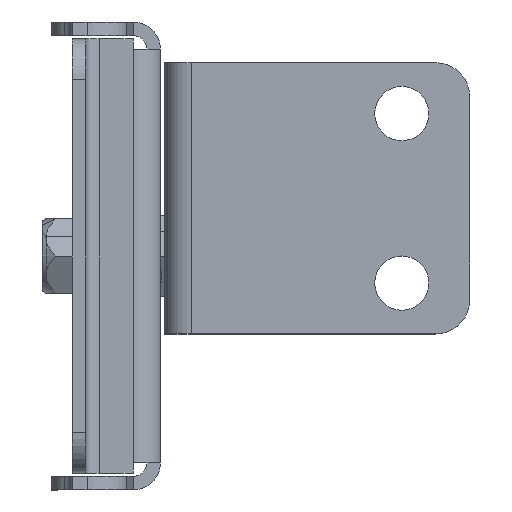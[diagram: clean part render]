
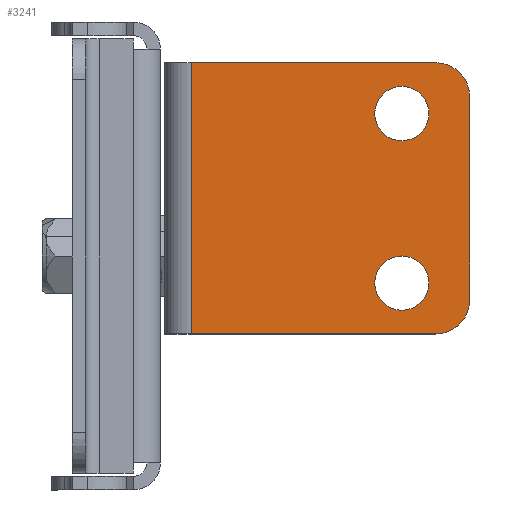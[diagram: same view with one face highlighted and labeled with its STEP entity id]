
A CAD part, left-side view. The second image highlights one B-rep face of the part: STEP entity #3241.
In plain terms, the highlighted face is planar.
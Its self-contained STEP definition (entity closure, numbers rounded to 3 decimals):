
#240 = ORIENTED_EDGE ( 'NONE', *, *, #11203, .T. ) ;
#381 = DIRECTION ( 'NONE',  ( 0., 1., 0. ) ) ;
#590 = DIRECTION ( 'NONE',  ( 0., 0., -1. ) ) ;
#838 = ORIENTED_EDGE ( 'NONE', *, *, #11756, .F. ) ;
#877 = AXIS2_PLACEMENT_3D ( 'NONE', #1985, #7662, #4787 ) ;
#1057 = DIRECTION ( 'NONE',  ( 1., 0., 0. ) ) ;
#1188 = CARTESIAN_POINT ( 'NONE',  ( -12.5, -31., -33. ) ) ;
#1198 = CIRCLE ( 'NONE', #2999, 4. ) ;
#1339 = CARTESIAN_POINT ( 'NONE',  ( 0., 0., -33. ) ) ;
#1397 = EDGE_CURVE ( 'NONE', #4394, #4932, #1700, .T. ) ;
#1600 = CARTESIAN_POINT ( 'NONE',  ( -20., -4., -33. ) ) ;
#1700 = LINE ( 'NONE', #6427, #7530 ) ;
#1708 = EDGE_CURVE ( 'NONE', #8018, #4932, #5100, .T. ) ;
#1954 = VECTOR ( 'NONE', #9772, 1000. ) ;
#1985 = CARTESIAN_POINT ( 'NONE',  ( -12.5, -35., -33. ) ) ;
#1990 = CARTESIAN_POINT ( 'NONE',  ( 0., -4., -33. ) ) ;
#2241 = AXIS2_PLACEMENT_3D ( 'NONE', #6679, #10857, #9744 ) ;
#2465 = DIRECTION ( 'NONE',  ( 0., 0., -1. ) ) ;
#2561 = VERTEX_POINT ( 'NONE', #6885 ) ;
#2781 = EDGE_CURVE ( 'NONE', #4394, #7842, #7772, .T. ) ;
#2888 = VERTEX_POINT ( 'NONE', #1600 ) ;
#2999 = AXIS2_PLACEMENT_3D ( 'NONE', #5156, #6187, #6067 ) ;
#3121 = ORIENTED_EDGE ( 'NONE', *, *, #4823, .F. ) ;
#3138 = EDGE_LOOP ( 'NONE', ( #11998, #4639, #838, #240, #5563, #4994 ) ) ;
#3241 = ADVANCED_FACE ( 'NONE', ( #9901, #11911, #4082 ), #9062, .T. ) ;
#3442 = CARTESIAN_POINT ( 'NONE',  ( -15., -40., -33. ) ) ;
#3690 = VERTEX_POINT ( 'NONE', #6878 ) ;
#4019 = LINE ( 'NONE', #4779, #1954 ) ;
#4082 = FACE_OUTER_BOUND ( 'NONE', #3138, .T. ) ;
#4085 = VERTEX_POINT ( 'NONE', #1188 ) ;
#4394 = VERTEX_POINT ( 'NONE', #9517 ) ;
#4480 = AXIS2_PLACEMENT_3D ( 'NONE', #10030, #6135, #6688 ) ;
#4639 = ORIENTED_EDGE ( 'NONE', *, *, #2781, .T. ) ;
#4747 = ORIENTED_EDGE ( 'NONE', *, *, #9780, .F. ) ;
#4779 = CARTESIAN_POINT ( 'NONE',  ( -20., -45., -33. ) ) ;
#4787 = DIRECTION ( 'NONE',  ( 0., -1., 0. ) ) ;
#4823 = EDGE_CURVE ( 'NONE', #2561, #12632, #11122, .T. ) ;
#4824 = ORIENTED_EDGE ( 'NONE', *, *, #6543, .F. ) ;
#4932 = VERTEX_POINT ( 'NONE', #5541 ) ;
#4994 = ORIENTED_EDGE ( 'NONE', *, *, #1708, .T. ) ;
#5043 = CARTESIAN_POINT ( 'NONE',  ( 12.5, -39., -33. ) ) ;
#5100 = CIRCLE ( 'NONE', #4480, 5. ) ;
#5156 = CARTESIAN_POINT ( 'NONE',  ( 12.5, -35., -33. ) ) ;
#5541 = CARTESIAN_POINT ( 'NONE',  ( 15., -45., -33. ) ) ;
#5563 = ORIENTED_EDGE ( 'NONE', *, *, #8542, .F. ) ;
#6046 = DIRECTION ( 'NONE',  ( 0., 1., 0. ) ) ;
#6067 = DIRECTION ( 'NONE',  ( 0., 1., 0. ) ) ;
#6110 = VECTOR ( 'NONE', #1057, 1000. ) ;
#6135 = DIRECTION ( 'NONE',  ( 0., 0., -1. ) ) ;
#6144 = AXIS2_PLACEMENT_3D ( 'NONE', #1339, #12028, #381 ) ;
#6187 = DIRECTION ( 'NONE',  ( 0., 0., -1. ) ) ;
#6366 = DIRECTION ( 'NONE',  ( 0., 1., 0. ) ) ;
#6427 = CARTESIAN_POINT ( 'NONE',  ( 20., -45., -33. ) ) ;
#6441 = EDGE_LOOP ( 'NONE', ( #3121, #4747 ) ) ;
#6543 = EDGE_CURVE ( 'NONE', #4085, #3690, #10059, .T. ) ;
#6679 = CARTESIAN_POINT ( 'NONE',  ( -12.5, -35., -33. ) ) ;
#6688 = DIRECTION ( 'NONE',  ( 0., 1., 0. ) ) ;
#6852 = LINE ( 'NONE', #1990, #6110 ) ;
#6878 = CARTESIAN_POINT ( 'NONE',  ( -12.5, -39., -33. ) ) ;
#6885 = CARTESIAN_POINT ( 'NONE',  ( 12.5, -31., -33. ) ) ;
#7246 = LINE ( 'NONE', #9157, #8782 ) ;
#7530 = VECTOR ( 'NONE', #8480, 1000. ) ;
#7662 = DIRECTION ( 'NONE',  ( 0., 0., -1. ) ) ;
#7704 = EDGE_LOOP ( 'NONE', ( #4824, #8171 ) ) ;
#7772 = CIRCLE ( 'NONE', #11247, 5. ) ;
#7842 = VERTEX_POINT ( 'NONE', #12228 ) ;
#8018 = VERTEX_POINT ( 'NONE', #8631 ) ;
#8171 = ORIENTED_EDGE ( 'NONE', *, *, #8392, .F. ) ;
#8392 = EDGE_CURVE ( 'NONE', #3690, #4085, #9376, .T. ) ;
#8480 = DIRECTION ( 'NONE',  ( 1., 0., 0. ) ) ;
#8542 = EDGE_CURVE ( 'NONE', #8018, #11701, #7246, .T. ) ;
#8631 = CARTESIAN_POINT ( 'NONE',  ( 20., -40., -33. ) ) ;
#8782 = VECTOR ( 'NONE', #6046, 1000. ) ;
#9062 = PLANE ( 'NONE',  #6144 ) ;
#9157 = CARTESIAN_POINT ( 'NONE',  ( 20., -2., -33. ) ) ;
#9264 = AXIS2_PLACEMENT_3D ( 'NONE', #11250, #2465, #6366 ) ;
#9376 = CIRCLE ( 'NONE', #2241, 4. ) ;
#9517 = CARTESIAN_POINT ( 'NONE',  ( -15., -45., -33. ) ) ;
#9521 = DIRECTION ( 'NONE',  ( 0., 1., 0. ) ) ;
#9744 = DIRECTION ( 'NONE',  ( 0., -1., 0. ) ) ;
#9772 = DIRECTION ( 'NONE',  ( 0., -1., 0. ) ) ;
#9780 = EDGE_CURVE ( 'NONE', #12632, #2561, #1198, .T. ) ;
#9901 = FACE_BOUND ( 'NONE', #6441, .T. ) ;
#10030 = CARTESIAN_POINT ( 'NONE',  ( 15., -40., -33. ) ) ;
#10059 = CIRCLE ( 'NONE', #877, 4. ) ;
#10857 = DIRECTION ( 'NONE',  ( 0., 0., -1. ) ) ;
#11122 = CIRCLE ( 'NONE', #9264, 4. ) ;
#11203 = EDGE_CURVE ( 'NONE', #2888, #11701, #6852, .T. ) ;
#11247 = AXIS2_PLACEMENT_3D ( 'NONE', #3442, #590, #9521 ) ;
#11250 = CARTESIAN_POINT ( 'NONE',  ( 12.5, -35., -33. ) ) ;
#11701 = VERTEX_POINT ( 'NONE', #11912 ) ;
#11756 = EDGE_CURVE ( 'NONE', #2888, #7842, #4019, .T. ) ;
#11911 = FACE_BOUND ( 'NONE', #7704, .T. ) ;
#11912 = CARTESIAN_POINT ( 'NONE',  ( 20., -4., -33. ) ) ;
#11998 = ORIENTED_EDGE ( 'NONE', *, *, #1397, .F. ) ;
#12028 = DIRECTION ( 'NONE',  ( 0., 0., -1. ) ) ;
#12228 = CARTESIAN_POINT ( 'NONE',  ( -20., -40., -33. ) ) ;
#12632 = VERTEX_POINT ( 'NONE', #5043 ) ;
